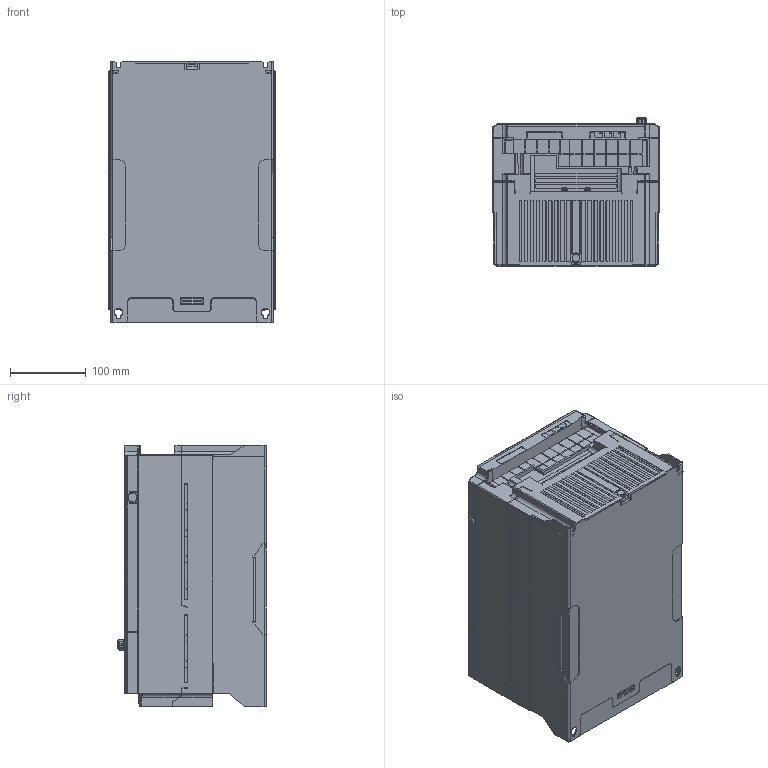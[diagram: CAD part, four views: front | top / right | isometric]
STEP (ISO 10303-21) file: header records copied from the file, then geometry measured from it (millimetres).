
FILE_DESCRIPTION (( 'STEP AP214' ), '1' );
FILE_NAME ('ACG-4030.STEP', '2024-03-25T14:27:54', ( '' ), ( '' ), 'SwSTEP 2.0', 'SolidWorks 2021', '' );
FILE_SCHEMA (( 'AUTOMOTIVE_DESIGN' ));
Length unit declared in the file: inch
Products named in the file (1): ACG-4030
Bounding box: 220 x 195.2 x 345.02 mm (x, y, z)
Volume: 3157338.2 mm3; surface area: 818412.5 mm2
Topology: 5 solids, 5 shells, 4345 faces, 12115 edges, 7915 vertices
Faces by surface type: plane 2234, cone 1068, cylinder 686, bspline 160, torus 148, sphere 49
Entity records: 174438 total; most frequent: CARTESIAN_POINT 73648, ORIENTED_EDGE 24184, DIRECTION 15870, EDGE_CURVE 12092, VERTEX_POINT 7910, VECTOR 5996, LINE 5996, B_SPLINE_CURVE_WITH_KNOTS 5233
